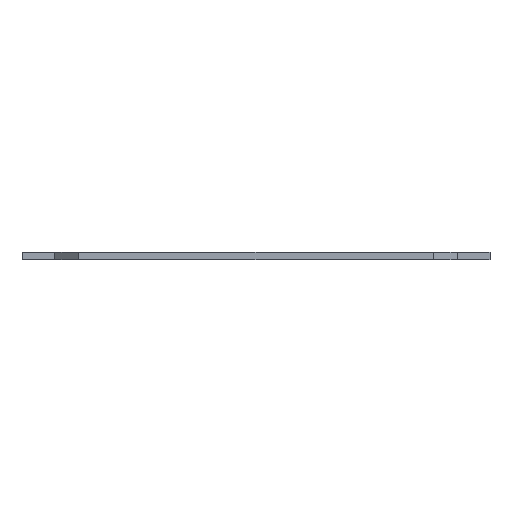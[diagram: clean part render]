
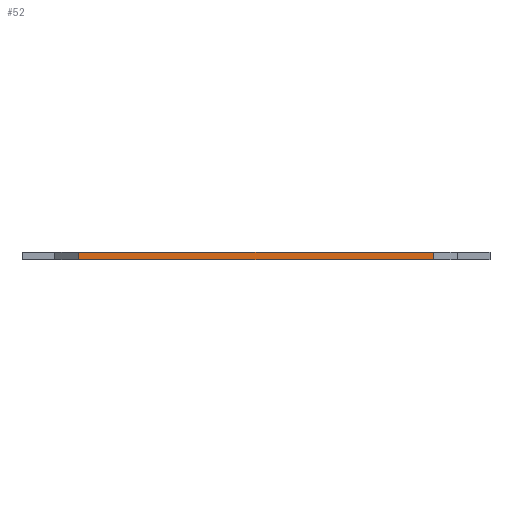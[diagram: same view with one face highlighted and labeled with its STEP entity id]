
A CAD part, left-side view. The second image highlights one B-rep face of the part: STEP entity #52.
In plain terms, the highlighted planar face has unit normal (-1, 0, 0).
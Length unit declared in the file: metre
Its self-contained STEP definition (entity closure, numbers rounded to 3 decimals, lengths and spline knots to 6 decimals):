
#52 = ADVANCED_FACE( '', ( #91 ), #92, .F. );
#91 = FACE_OUTER_BOUND( '', #187, .T. );
#92 = PLANE( '', #188 );
#187 = EDGE_LOOP( '', ( #307, #308, #309, #310 ) );
#188 = AXIS2_PLACEMENT_3D( '', #311, #312, #313 );
#307 = ORIENTED_EDGE( '', *, *, #520, .T. );
#308 = ORIENTED_EDGE( '', *, *, #521, .F. );
#309 = ORIENTED_EDGE( '', *, *, #522, .F. );
#310 = ORIENTED_EDGE( '', *, *, #518, .T. );
#311 = CARTESIAN_POINT( '', ( -0.20835, 0., 0.00635 ) );
#312 = DIRECTION( '', ( 1., 0., 0. ) );
#313 = DIRECTION( '', ( 0., 1., 0. ) );
#518 = EDGE_CURVE( '', #603, #601, #604, .T. );
#520 = EDGE_CURVE( '', #601, #606, #607, .T. );
#521 = EDGE_CURVE( '', #608, #606, #609, .T. );
#522 = EDGE_CURVE( '', #603, #608, #610, .T. );
#601 = VERTEX_POINT( '', #739 );
#603 = VERTEX_POINT( '', #742 );
#604 = LINE( '', #743, #744 );
#606 = VERTEX_POINT( '', #747 );
#607 = LINE( '', #748, #749 );
#608 = VERTEX_POINT( '', #750 );
#609 = LINE( '', #751, #752 );
#610 = LINE( '', #753, #754 );
#739 = CARTESIAN_POINT( '', ( -0.20835, 0.158, 0. ) );
#742 = CARTESIAN_POINT( '', ( -0.20835, 0.158, 0.00635 ) );
#743 = CARTESIAN_POINT( '', ( -0.20835, 0.158, 0.00635 ) );
#744 = VECTOR( '', #902, 1. );
#747 = CARTESIAN_POINT( '', ( -0.20835, -0.158, 0. ) );
#748 = CARTESIAN_POINT( '', ( -0.20835, 0., 0. ) );
#749 = VECTOR( '', #904, 1. );
#750 = CARTESIAN_POINT( '', ( -0.20835, -0.158, 0.00635 ) );
#751 = CARTESIAN_POINT( '', ( -0.20835, -0.158, 0.00635 ) );
#752 = VECTOR( '', #905, 1. );
#753 = CARTESIAN_POINT( '', ( -0.20835, 0., 0.00635 ) );
#754 = VECTOR( '', #906, 1. );
#902 = DIRECTION( '', ( 0., 0., -1. ) );
#904 = DIRECTION( '', ( 0., -1., 0. ) );
#905 = DIRECTION( '', ( 0., 0., -1. ) );
#906 = DIRECTION( '', ( 0., -1., 0. ) );
